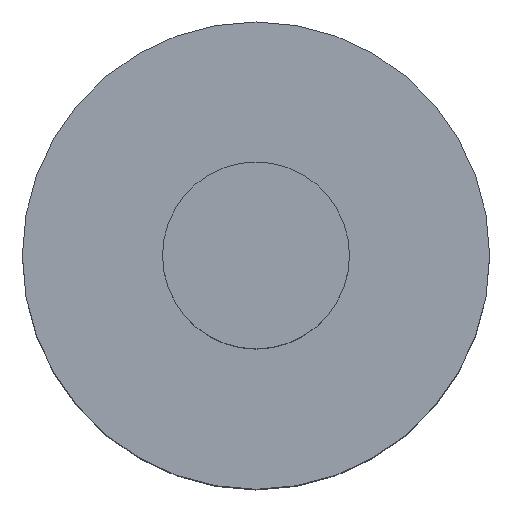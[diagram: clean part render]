
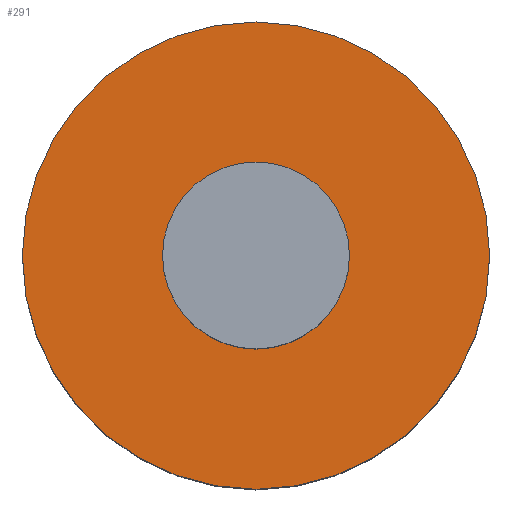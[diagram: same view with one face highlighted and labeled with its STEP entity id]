
A CAD part, top view. The second image highlights one B-rep face of the part: STEP entity #291.
In plain terms, the highlighted planar face has unit normal (0, 0, 1).
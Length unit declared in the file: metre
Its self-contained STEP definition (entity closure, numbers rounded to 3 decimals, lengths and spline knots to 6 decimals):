
#77=ORIENTED_EDGE('',*,*,#116,.F.);
#78=ORIENTED_EDGE('',*,*,#115,.T.);
#115=EDGE_CURVE('',#141,#141,#164,.T.);
#116=EDGE_CURVE('',#142,#142,#165,.T.);
#141=VERTEX_POINT('',#524);
#142=VERTEX_POINT('',#527);
#164=CIRCLE('',#348,0.02);
#165=CIRCLE('',#350,0.008);
#202=EDGE_LOOP('',(#77));
#203=EDGE_LOOP('',(#78));
#248=FACE_BOUND('',#202,.T.);
#249=FACE_BOUND('',#203,.T.);
#269=PLANE('',#349);
#291=ADVANCED_FACE('',(#248,#249),#269,.F.);
#348=AXIS2_PLACEMENT_3D('',#523,#437,#438);
#349=AXIS2_PLACEMENT_3D('',#525,#439,#440);
#350=AXIS2_PLACEMENT_3D('',#526,#441,#442);
#437=DIRECTION('',(0.,0.,1.));
#438=DIRECTION('',(1.,0.,0.));
#439=DIRECTION('',(0.,0.,-1.));
#440=DIRECTION('',(-1.,0.,0.));
#441=DIRECTION('',(0.,0.,1.));
#442=DIRECTION('',(1.,0.,0.));
#523=CARTESIAN_POINT('',(0.,0.,-0.00845));
#524=CARTESIAN_POINT('',(0.02,0.,-0.00845));
#525=CARTESIAN_POINT('',(0.02,0.,-0.00845));
#526=CARTESIAN_POINT('',(0.,0.,-0.00845));
#527=CARTESIAN_POINT('',(0.008,0.,-0.00845));
